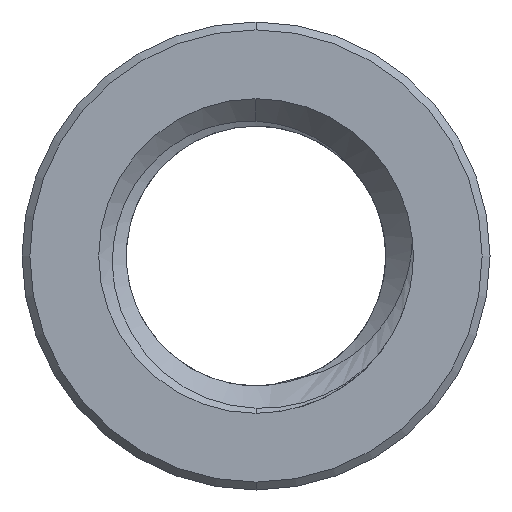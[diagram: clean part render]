
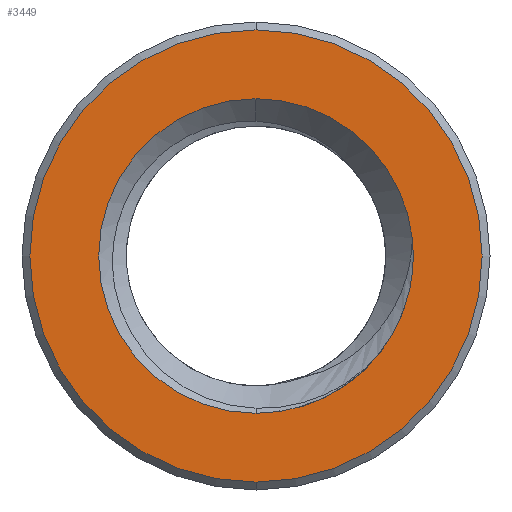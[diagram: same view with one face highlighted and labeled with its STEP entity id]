
A CAD part, front view. The second image highlights one B-rep face of the part: STEP entity #3449.
In plain terms, the highlighted planar face has unit normal (0, -1, 0).
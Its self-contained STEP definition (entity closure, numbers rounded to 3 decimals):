
#214 = DIRECTION ( 'NONE',  ( 0., 0., 1. ) ) ;
#297 = DIRECTION ( 'NONE',  ( 0., 1., 0. ) ) ;
#300 = CARTESIAN_POINT ( 'NONE',  ( 1.987, -9., 0.225 ) ) ;
#310 = VERTEX_POINT ( 'NONE', #3313 ) ;
#588 = EDGE_LOOP ( 'NONE', ( #4516, #1693, #4206, #7098, #5321 ) ) ;
#623 = CIRCLE ( 'NONE', #3728, 2. ) ;
#680 = CARTESIAN_POINT ( 'NONE',  ( 0., -9., 0. ) ) ;
#868 = CARTESIAN_POINT ( 'NONE',  ( 0., -9., 0. ) ) ;
#939 = DIRECTION ( 'NONE',  ( 0., 0., 1. ) ) ;
#1143 = AXIS2_PLACEMENT_3D ( 'NONE', #680, #4704, #3538 ) ;
#1175 = ORIENTED_EDGE ( 'NONE', *, *, #4214, .T. ) ;
#1199 = EDGE_CURVE ( 'NONE', #4280, #1646, #2415, .T. ) ;
#1261 = AXIS2_PLACEMENT_3D ( 'NONE', #6644, #6118, #1548 ) ;
#1318 = CARTESIAN_POINT ( 'NONE',  ( 0., -9., -2.875 ) ) ;
#1436 = EDGE_CURVE ( 'NONE', #7330, #4280, #623, .T. ) ;
#1490 = CIRCLE ( 'NONE', #1261, 2. ) ;
#1548 = DIRECTION ( 'NONE',  ( 0., 0., 1. ) ) ;
#1628 = VERTEX_POINT ( 'NONE', #1318 ) ;
#1646 = VERTEX_POINT ( 'NONE', #1813 ) ;
#1693 = ORIENTED_EDGE ( 'NONE', *, *, #1199, .T. ) ;
#1730 = DIRECTION ( 'NONE',  ( 0., 0., 1. ) ) ;
#1813 = CARTESIAN_POINT ( 'NONE',  ( 1.583, -9., -1.223 ) ) ;
#2319 = CIRCLE ( 'NONE', #2903, 2.875 ) ;
#2354 = EDGE_CURVE ( 'NONE', #310, #7330, #5959, .T. ) ;
#2415 = CIRCLE ( 'NONE', #1143, 2. ) ;
#2630 = EDGE_LOOP ( 'NONE', ( #6894, #1175 ) ) ;
#2701 = AXIS2_PLACEMENT_3D ( 'NONE', #4881, #6969, #3568 ) ;
#2762 = AXIS2_PLACEMENT_3D ( 'NONE', #4825, #6056, #7082 ) ;
#2903 = AXIS2_PLACEMENT_3D ( 'NONE', #6830, #5119, #1730 ) ;
#3313 = CARTESIAN_POINT ( 'NONE',  ( 0., -9., 2. ) ) ;
#3449 = ADVANCED_FACE ( 'NONE', ( #5943, #5590 ), #5050, .F. ) ;
#3538 = DIRECTION ( 'NONE',  ( 0., 0., 1. ) ) ;
#3568 = DIRECTION ( 'NONE',  ( 0., 0., 1. ) ) ;
#3661 = CARTESIAN_POINT ( 'NONE',  ( 0., -9., 2.875 ) ) ;
#3728 = AXIS2_PLACEMENT_3D ( 'NONE', #5460, #297, #939 ) ;
#3918 = CARTESIAN_POINT ( 'NONE',  ( 0., -9., 0. ) ) ;
#4002 = CIRCLE ( 'NONE', #2701, 2. ) ;
#4206 = ORIENTED_EDGE ( 'NONE', *, *, #5680, .T. ) ;
#4214 = EDGE_CURVE ( 'NONE', #1628, #5208, #2319, .T. ) ;
#4280 = VERTEX_POINT ( 'NONE', #4607 ) ;
#4356 = CARTESIAN_POINT ( 'NONE',  ( 0., -9., -2. ) ) ;
#4516 = ORIENTED_EDGE ( 'NONE', *, *, #1436, .T. ) ;
#4607 = CARTESIAN_POINT ( 'NONE',  ( 1.958, -9., -0.409 ) ) ;
#4704 = DIRECTION ( 'NONE',  ( 0., 1., 0. ) ) ;
#4825 = CARTESIAN_POINT ( 'NONE',  ( 0., -9., 0. ) ) ;
#4881 = CARTESIAN_POINT ( 'NONE',  ( 0., -9., 0. ) ) ;
#5050 = PLANE ( 'NONE',  #6301 ) ;
#5119 = DIRECTION ( 'NONE',  ( 0., -1., 0. ) ) ;
#5208 = VERTEX_POINT ( 'NONE', #3661 ) ;
#5321 = ORIENTED_EDGE ( 'NONE', *, *, #2354, .T. ) ;
#5364 = VERTEX_POINT ( 'NONE', #4356 ) ;
#5460 = CARTESIAN_POINT ( 'NONE',  ( 0., -9., 0. ) ) ;
#5590 = FACE_OUTER_BOUND ( 'NONE', #2630, .T. ) ;
#5680 = EDGE_CURVE ( 'NONE', #1646, #5364, #4002, .T. ) ;
#5943 = FACE_BOUND ( 'NONE', #588, .T. ) ;
#5959 = CIRCLE ( 'NONE', #7251, 2. ) ;
#5982 = DIRECTION ( 'NONE',  ( 0., 1., 0. ) ) ;
#6056 = DIRECTION ( 'NONE',  ( 0., -1., 0. ) ) ;
#6118 = DIRECTION ( 'NONE',  ( 0., 1., 0. ) ) ;
#6234 = DIRECTION ( 'NONE',  ( 0., 1., 0. ) ) ;
#6301 = AXIS2_PLACEMENT_3D ( 'NONE', #3918, #6234, #7242 ) ;
#6644 = CARTESIAN_POINT ( 'NONE',  ( 0., -9., 0. ) ) ;
#6646 = EDGE_CURVE ( 'NONE', #5208, #1628, #7269, .T. ) ;
#6830 = CARTESIAN_POINT ( 'NONE',  ( 0., -9., 0. ) ) ;
#6894 = ORIENTED_EDGE ( 'NONE', *, *, #6646, .T. ) ;
#6969 = DIRECTION ( 'NONE',  ( 0., 1., 0. ) ) ;
#7033 = EDGE_CURVE ( 'NONE', #5364, #310, #1490, .T. ) ;
#7082 = DIRECTION ( 'NONE',  ( 0., 0., 1. ) ) ;
#7098 = ORIENTED_EDGE ( 'NONE', *, *, #7033, .T. ) ;
#7242 = DIRECTION ( 'NONE',  ( 0., 0., 1. ) ) ;
#7251 = AXIS2_PLACEMENT_3D ( 'NONE', #868, #5982, #214 ) ;
#7269 = CIRCLE ( 'NONE', #2762, 2.875 ) ;
#7330 = VERTEX_POINT ( 'NONE', #300 ) ;
